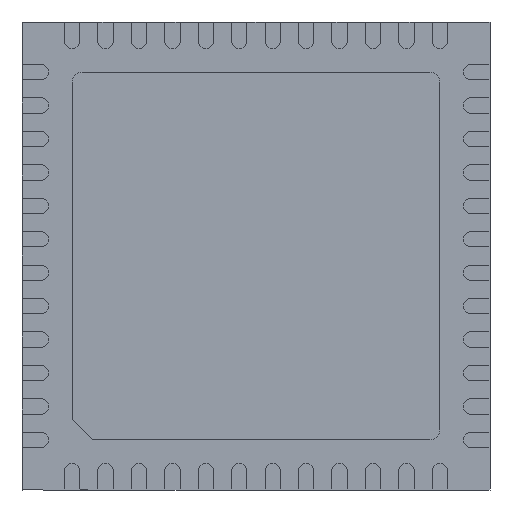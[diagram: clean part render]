
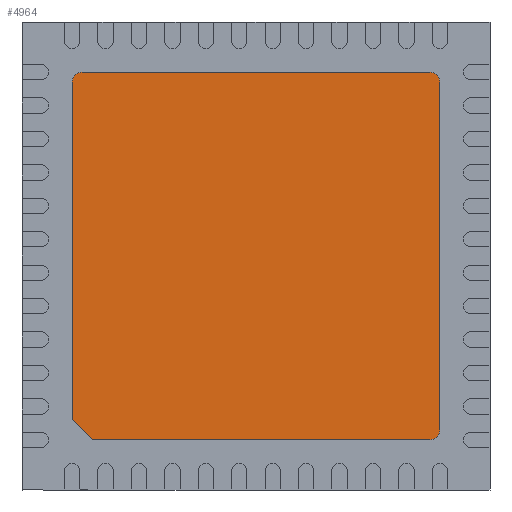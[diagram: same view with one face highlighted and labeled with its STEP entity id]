
A CAD part, front view. The second image highlights one B-rep face of the part: STEP entity #4964.
In plain terms, the highlighted planar face has unit normal (0, -1, 0).
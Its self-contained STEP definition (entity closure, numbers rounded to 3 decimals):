
#169 = LINE ( 'NONE', #7732, #14564 ) ;
#228 = VERTEX_POINT ( 'NONE', #11447 ) ;
#431 = DIRECTION ( 'NONE',  ( 0., 0., -1. ) ) ;
#491 = ORIENTED_EDGE ( 'NONE', *, *, #4930, .T. ) ;
#694 = DIRECTION ( 'NONE',  ( 0., 0., -1. ) ) ;
#723 = LINE ( 'NONE', #806, #9866 ) ;
#804 = ORIENTED_EDGE ( 'NONE', *, *, #15047, .T. ) ;
#806 = CARTESIAN_POINT ( 'NONE',  ( -2.6, 0., -2.6 ) ) ;
#1044 = CIRCLE ( 'NONE', #8880, 0.15 ) ;
#1588 = VERTEX_POINT ( 'NONE', #6374 ) ;
#1909 = CARTESIAN_POINT ( 'NONE',  ( -2.6, 0., 2.75 ) ) ;
#2022 = VERTEX_POINT ( 'NONE', #7429 ) ;
#2167 = CARTESIAN_POINT ( 'NONE',  ( 2.6, 0., 2.6 ) ) ;
#2225 = VERTEX_POINT ( 'NONE', #14617 ) ;
#2429 = EDGE_LOOP ( 'NONE', ( #15770, #4130, #3887, #804, #491, #11541, #9351, #12360 ) ) ;
#2675 = DIRECTION ( 'NONE',  ( 1., 0., 0. ) ) ;
#2967 = DIRECTION ( 'NONE',  ( 0., -1., 0. ) ) ;
#2975 = DIRECTION ( 'NONE',  ( 0., 0., -1. ) ) ;
#3321 = VERTEX_POINT ( 'NONE', #12744 ) ;
#3833 = EDGE_CURVE ( 'NONE', #3321, #7923, #6828, .T. ) ;
#3887 = ORIENTED_EDGE ( 'NONE', *, *, #12238, .T. ) ;
#4068 = VERTEX_POINT ( 'NONE', #11076 ) ;
#4130 = ORIENTED_EDGE ( 'NONE', *, *, #8932, .T. ) ;
#4172 = CIRCLE ( 'NONE', #12297, 0.15 ) ;
#4468 = PLANE ( 'NONE',  #14162 ) ;
#4495 = DIRECTION ( 'NONE',  ( 0.707, 0., -0.707 ) ) ;
#4775 = DIRECTION ( 'NONE',  ( 0., -1., 0. ) ) ;
#4930 = EDGE_CURVE ( 'NONE', #228, #2022, #5363, .T. ) ;
#4964 = ADVANCED_FACE ( 'NONE', ( #15693 ), #4468, .T. ) ;
#5272 = DIRECTION ( 'NONE',  ( -1., 0., 0. ) ) ;
#5281 = CARTESIAN_POINT ( 'NONE',  ( -2.6, 0., 2.6 ) ) ;
#5363 = LINE ( 'NONE', #6522, #12342 ) ;
#6024 = DIRECTION ( 'NONE',  ( 0., -1., 0. ) ) ;
#6374 = CARTESIAN_POINT ( 'NONE',  ( -2.75, 0., 2.6 ) ) ;
#6522 = CARTESIAN_POINT ( 'NONE',  ( 2.75, 0., -2.75 ) ) ;
#6828 = LINE ( 'NONE', #11740, #11528 ) ;
#7053 = CIRCLE ( 'NONE', #13058, 0.15 ) ;
#7429 = CARTESIAN_POINT ( 'NONE',  ( 2.6, 0., -2.75 ) ) ;
#7732 = CARTESIAN_POINT ( 'NONE',  ( 2.75, 0., -2.75 ) ) ;
#7744 = CARTESIAN_POINT ( 'NONE',  ( 2.6, 0., -2.6 ) ) ;
#7923 = VERTEX_POINT ( 'NONE', #1909 ) ;
#8880 = AXIS2_PLACEMENT_3D ( 'NONE', #2167, #6024, #12163 ) ;
#8932 = EDGE_CURVE ( 'NONE', #7923, #1588, #4172, .T. ) ;
#9062 = EDGE_CURVE ( 'NONE', #2225, #3321, #1044, .T. ) ;
#9351 = ORIENTED_EDGE ( 'NONE', *, *, #12590, .T. ) ;
#9866 = VECTOR ( 'NONE', #4495, 1000. ) ;
#10046 = EDGE_CURVE ( 'NONE', #2022, #4068, #7053, .T. ) ;
#10053 = VERTEX_POINT ( 'NONE', #16054 ) ;
#10439 = LINE ( 'NONE', #10514, #12205 ) ;
#10514 = CARTESIAN_POINT ( 'NONE',  ( -2.75, 0., -2.75 ) ) ;
#11076 = CARTESIAN_POINT ( 'NONE',  ( 2.75, 0., -2.6 ) ) ;
#11447 = CARTESIAN_POINT ( 'NONE',  ( -2.45, 0., -2.75 ) ) ;
#11528 = VECTOR ( 'NONE', #5272, 1000. ) ;
#11541 = ORIENTED_EDGE ( 'NONE', *, *, #10046, .T. ) ;
#11740 = CARTESIAN_POINT ( 'NONE',  ( 2.75, 0., 2.75 ) ) ;
#12163 = DIRECTION ( 'NONE',  ( 0., 0., -1. ) ) ;
#12205 = VECTOR ( 'NONE', #694, 1000. ) ;
#12206 = DIRECTION ( 'NONE',  ( 0., -1., 0. ) ) ;
#12238 = EDGE_CURVE ( 'NONE', #1588, #10053, #10439, .T. ) ;
#12297 = AXIS2_PLACEMENT_3D ( 'NONE', #5281, #2967, #431 ) ;
#12342 = VECTOR ( 'NONE', #2675, 1000. ) ;
#12360 = ORIENTED_EDGE ( 'NONE', *, *, #9062, .T. ) ;
#12590 = EDGE_CURVE ( 'NONE', #4068, #2225, #169, .T. ) ;
#12744 = CARTESIAN_POINT ( 'NONE',  ( 2.6, 0., 2.75 ) ) ;
#13058 = AXIS2_PLACEMENT_3D ( 'NONE', #7744, #12206, #13804 ) ;
#13804 = DIRECTION ( 'NONE',  ( 0., 0., -1. ) ) ;
#14162 = AXIS2_PLACEMENT_3D ( 'NONE', #14207, #4775, #2975 ) ;
#14207 = CARTESIAN_POINT ( 'NONE',  ( 0., 0., 0. ) ) ;
#14564 = VECTOR ( 'NONE', #16191, 1000. ) ;
#14617 = CARTESIAN_POINT ( 'NONE',  ( 2.75, 0., 2.6 ) ) ;
#15047 = EDGE_CURVE ( 'NONE', #10053, #228, #723, .T. ) ;
#15693 = FACE_OUTER_BOUND ( 'NONE', #2429, .T. ) ;
#15770 = ORIENTED_EDGE ( 'NONE', *, *, #3833, .T. ) ;
#16054 = CARTESIAN_POINT ( 'NONE',  ( -2.75, 0., -2.45 ) ) ;
#16191 = DIRECTION ( 'NONE',  ( 0., 0., 1. ) ) ;
